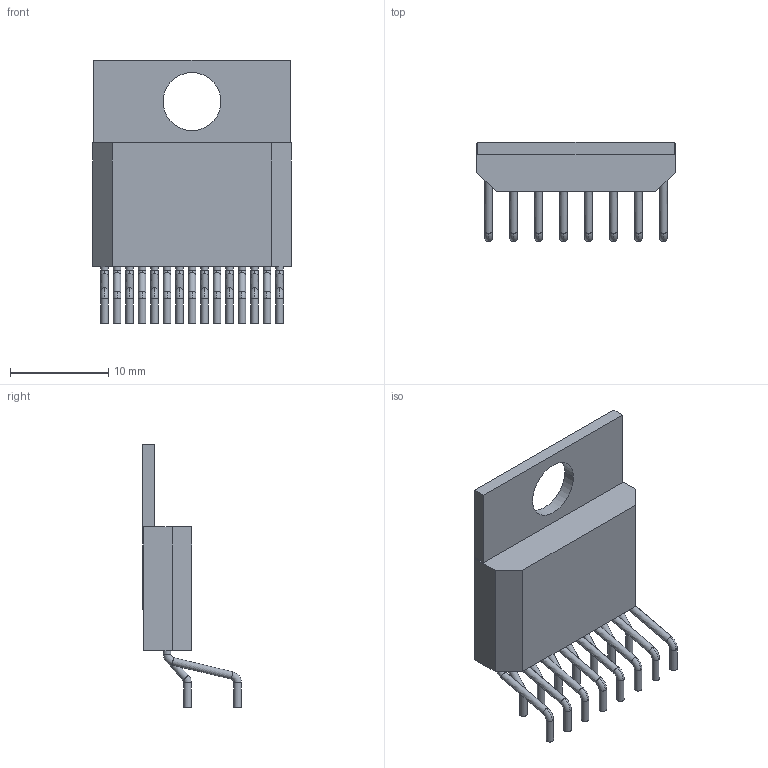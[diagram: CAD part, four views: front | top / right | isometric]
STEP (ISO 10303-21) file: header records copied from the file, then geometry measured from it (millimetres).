
FILE_DESCRIPTION(('STEP AP214'),'1');
FILE_NAME('Multiwatt15_V','2019-05-04T07:37:37',(''),(''),'','','');
FILE_SCHEMA(('AUTOMOTIVE_DESIGN'));
Length unit declared in the file: millimetre
Products named in the file (1): product
Bounding box: 20.19 x 10.05 x 26.8 mm (x, y, z)
Surface area: 1774.4 mm2 (no closed solid volume)
Topology: 0 solids, 158 shells, 158 faces, 503 edges, 458 vertices
Faces by surface type: torus 60, plane 51, cylinder 47
Full cylindrical faces by diameter (mm): 0.762 x45
Entity records: 5950 total; most frequent: DIRECTION 1142, CARTESIAN_POINT 1075, VERTEX_POINT 794, AXIS2_PLACEMENT_3D 525, ORIENTED_EDGE 458, EDGE_CURVE 458, CIRCLE 366, EDGE_LOOP 205
